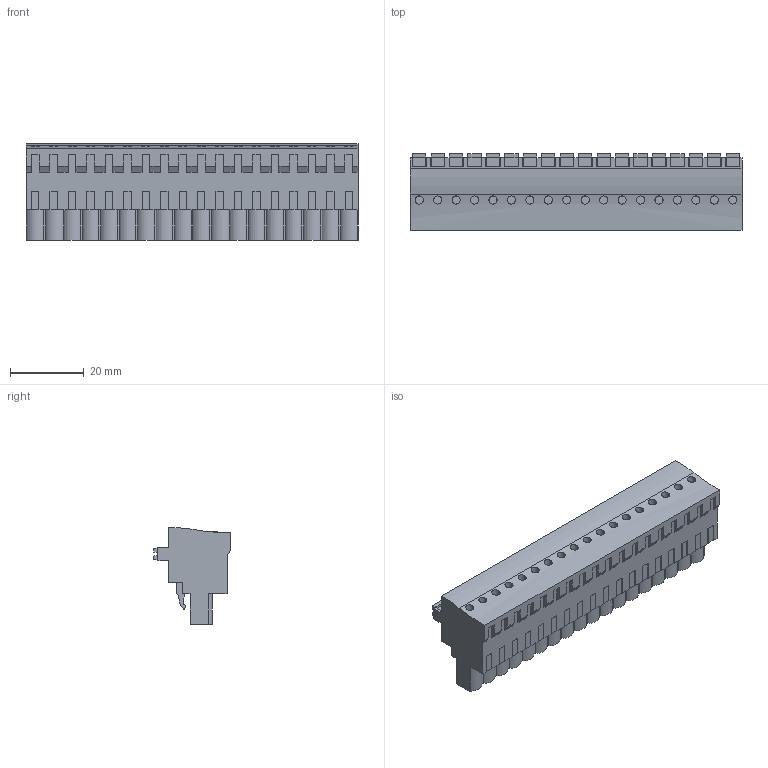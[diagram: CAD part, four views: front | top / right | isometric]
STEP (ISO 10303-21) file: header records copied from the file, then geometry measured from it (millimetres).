
FILE_DESCRIPTION(('CATIA V5 STEP Exchange','CAx-IF Rec.Pracs.--- Model Styling and Organization---1.2---2011-12-15'),'2;1');
FILE_NAME ('D1461075_0_1980330000_1980330000.stp','2017-09-23T15:02:29+00:00',('none'),('Weidmueller'),'CATIA Version 5-6 Release 2014','CATIA V5 STEP AP214','none');
FILE_SCHEMA(('AUTOMOTIVE_DESIGN { 1 0 10303 214 1 1 1 1 }'));
Length unit declared in the file: millimetre
Products named in the file (1): 1980330000
Bounding box: 90 x 20.79 x 26.24 mm (x, y, z)
Volume: 27207.3 mm3; surface area: 11961.7 mm2
Topology: 19 solids, 19 shells, 1127 faces, 3232 edges, 2215 vertices
Faces by surface type: plane 903, cylinder 216, extrusion 8
Entity records: 33976 total; most frequent: CARTESIAN_POINT 6636, ORIENTED_EDGE 6464, DIRECTION 4283, EDGE_CURVE 3232, VECTOR 2733, LINE 2725, VERTEX_POINT 2215, EDGE_LOOP 1199
